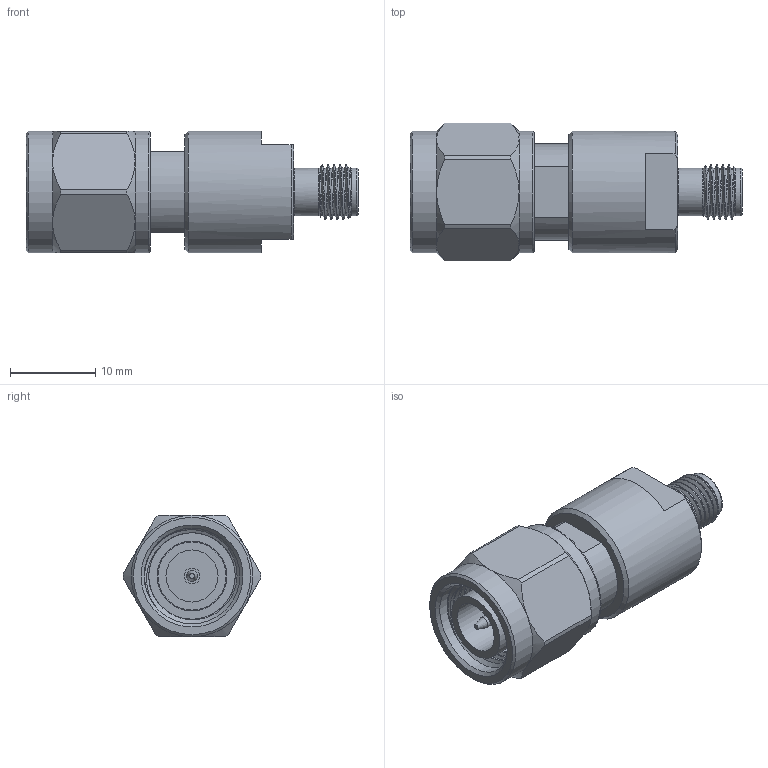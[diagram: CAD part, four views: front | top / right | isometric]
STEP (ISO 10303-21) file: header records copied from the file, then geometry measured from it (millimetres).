
FILE_DESCRIPTION (( 'STEP AP203' ), '1' );
FILE_NAME ('SM4736_3D.step', '2020-06-19T21:03:28', ( '' ), ( '' ), 'SwSTEP 2.0', 'SolidWorks 2018', '' );
FILE_SCHEMA (( 'CONFIG_CONTROL_DESIGN' ));
Length unit declared in the file: inch
Products named in the file (1): SM4736_3D
Bounding box: 38.86 x 16.12 x 14.22 mm (x, y, z)
Volume: 4220.7 mm3; surface area: 3062.7 mm2
Topology: 1 solids, 1 shells, 99 faces, 230 edges, 146 vertices
Faces by surface type: plane 41, cylinder 25, cone 25, bspline 6, torus 2
Full cylindrical faces by diameter (mm): 0.94 x1, 1.194 x1, 1.346 x1, 1.854 x1, 4.572 x1, 5.582 x2, 6.096 x1, 7.976 x1, 8.179 x1, 11.176 x2, 11.24 x1, 12.5 x1, 14.224 x3
Entity records: 4985 total; most frequent: CARTESIAN_POINT 2909, DIRECTION 404, ORIENTED_EDGE 384, EDGE_CURVE 192, AXIS2_PLACEMENT_3D 176, EDGE_LOOP 138, VERTEX_POINT 134, FACE_OUTER_BOUND 118
